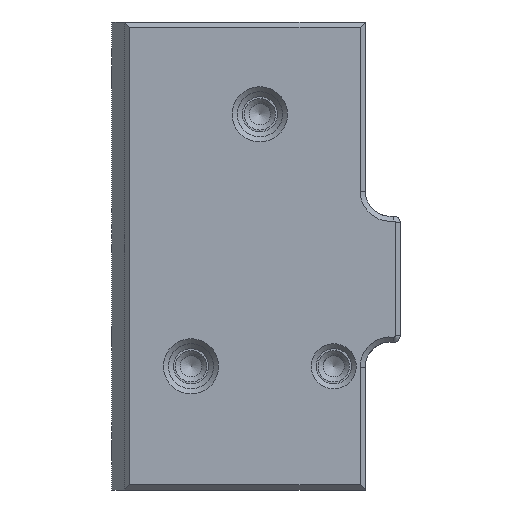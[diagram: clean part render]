
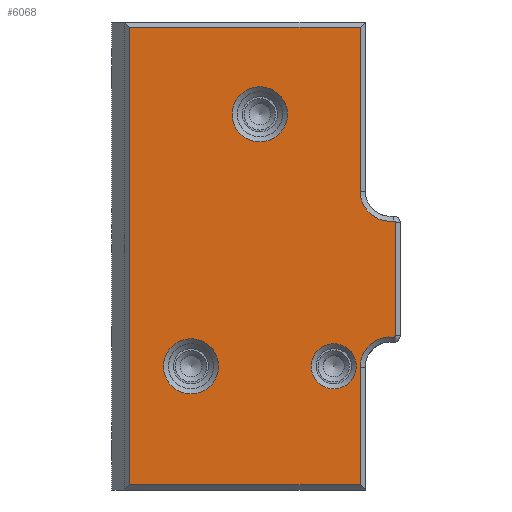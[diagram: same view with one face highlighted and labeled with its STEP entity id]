
A CAD part, front view. The second image highlights one B-rep face of the part: STEP entity #6068.
In plain terms, the highlighted face is planar.
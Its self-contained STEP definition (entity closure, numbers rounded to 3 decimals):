
#742=FACE_BOUND('',#1550,.T.);
#743=FACE_BOUND('',#1551,.T.);
#744=FACE_BOUND('',#1552,.T.);
#1147=FACE_OUTER_BOUND('',#1549,.T.);
#1549=EDGE_LOOP('',(#5469,#5470,#5471,#5472,#5473,#5474,#5475,#5476,#5477,
#5478));
#1550=EDGE_LOOP('',(#5479));
#1551=EDGE_LOOP('',(#5480));
#1552=EDGE_LOOP('',(#5481));
#1746=CIRCLE('',#6503,1.8);
#1759=CIRCLE('',#6523,2.2);
#1760=CIRCLE('',#6525,2.4);
#1761=CIRCLE('',#6526,0.1);
#1762=CIRCLE('',#6527,0.1);
#1763=CIRCLE('',#6528,2.4);
#1764=CIRCLE('',#6529,2.2);
#1982=LINE('',#30205,#2248);
#1983=LINE('',#30211,#2249);
#1984=LINE('',#30217,#2250);
#1985=LINE('',#30219,#2251);
#1986=LINE('',#30221,#2252);
#1987=LINE('',#30222,#2253);
#2248=VECTOR('',#7485,10.);
#2249=VECTOR('',#7490,10.);
#2250=VECTOR('',#7495,10.);
#2251=VECTOR('',#7496,10.);
#2252=VECTOR('',#7497,10.);
#2253=VECTOR('',#7498,10.);
#2811=VERTEX_POINT('',#30161);
#2824=VERTEX_POINT('',#30199);
#2825=VERTEX_POINT('',#30203);
#2826=VERTEX_POINT('',#30204);
#2827=VERTEX_POINT('',#30206);
#2828=VERTEX_POINT('',#30208);
#2829=VERTEX_POINT('',#30210);
#2830=VERTEX_POINT('',#30212);
#2831=VERTEX_POINT('',#30214);
#2832=VERTEX_POINT('',#30216);
#2833=VERTEX_POINT('',#30218);
#2834=VERTEX_POINT('',#30220);
#2835=VERTEX_POINT('',#30223);
#3694=EDGE_CURVE('',#2811,#2811,#1746,.T.);
#3712=EDGE_CURVE('',#2824,#2824,#1759,.T.);
#3714=EDGE_CURVE('',#2825,#2826,#1982,.T.);
#3715=EDGE_CURVE('',#2827,#2825,#1760,.T.);
#3716=EDGE_CURVE('',#2828,#2827,#1761,.T.);
#3717=EDGE_CURVE('',#2829,#2828,#1983,.T.);
#3718=EDGE_CURVE('',#2830,#2829,#1762,.T.);
#3719=EDGE_CURVE('',#2831,#2830,#1763,.T.);
#3720=EDGE_CURVE('',#2832,#2831,#1984,.T.);
#3721=EDGE_CURVE('',#2833,#2832,#1985,.T.);
#3722=EDGE_CURVE('',#2834,#2833,#1986,.T.);
#3723=EDGE_CURVE('',#2826,#2834,#1987,.T.);
#3724=EDGE_CURVE('',#2835,#2835,#1764,.T.);
#5469=ORIENTED_EDGE('',*,*,#3714,.F.);
#5470=ORIENTED_EDGE('',*,*,#3715,.F.);
#5471=ORIENTED_EDGE('',*,*,#3716,.F.);
#5472=ORIENTED_EDGE('',*,*,#3717,.F.);
#5473=ORIENTED_EDGE('',*,*,#3718,.F.);
#5474=ORIENTED_EDGE('',*,*,#3719,.F.);
#5475=ORIENTED_EDGE('',*,*,#3720,.F.);
#5476=ORIENTED_EDGE('',*,*,#3721,.F.);
#5477=ORIENTED_EDGE('',*,*,#3722,.F.);
#5478=ORIENTED_EDGE('',*,*,#3723,.F.);
#5479=ORIENTED_EDGE('',*,*,#3724,.F.);
#5480=ORIENTED_EDGE('',*,*,#3694,.T.);
#5481=ORIENTED_EDGE('',*,*,#3712,.F.);
#5708=PLANE('',#6524);
#6068=ADVANCED_FACE('',(#1147,#742,#743,#744),#5708,.T.);
#6503=AXIS2_PLACEMENT_3D('',#30162,#7435,#7436);
#6523=AXIS2_PLACEMENT_3D('',#30200,#7480,#7481);
#6524=AXIS2_PLACEMENT_3D('',#30202,#7483,#7484);
#6525=AXIS2_PLACEMENT_3D('',#30207,#7486,#7487);
#6526=AXIS2_PLACEMENT_3D('',#30209,#7488,#7489);
#6527=AXIS2_PLACEMENT_3D('',#30213,#7491,#7492);
#6528=AXIS2_PLACEMENT_3D('',#30215,#7493,#7494);
#6529=AXIS2_PLACEMENT_3D('',#30224,#7499,#7500);
#7435=DIRECTION('center_axis',(0.,0.,-1.));
#7436=DIRECTION('ref_axis',(1.,0.,0.));
#7480=DIRECTION('center_axis',(0.,0.,1.));
#7481=DIRECTION('ref_axis',(-1.,0.,0.));
#7483=DIRECTION('center_axis',(0.,0.,1.));
#7484=DIRECTION('ref_axis',(1.,0.,0.));
#7485=DIRECTION('',(0.,-1.,0.));
#7486=DIRECTION('center_axis',(0.,0.,1.));
#7487=DIRECTION('ref_axis',(-0.012,1.,0.));
#7488=DIRECTION('center_axis',(0.,0.,-1.));
#7489=DIRECTION('ref_axis',(0.666,-0.746,0.));
#7490=DIRECTION('',(0.,-1.,0.));
#7491=DIRECTION('center_axis',(0.,0.,-1.));
#7492=DIRECTION('ref_axis',(0.666,0.746,0.));
#7493=DIRECTION('center_axis',(0.,0.,1.));
#7494=DIRECTION('ref_axis',(-1.,0.,0.));
#7495=DIRECTION('',(0.,-1.,0.));
#7496=DIRECTION('',(1.,0.,0.));
#7497=DIRECTION('',(0.,1.,0.));
#7498=DIRECTION('',(-1.,0.,0.));
#7499=DIRECTION('center_axis',(0.,0.,1.));
#7500=DIRECTION('ref_axis',(-1.,0.,0.));
#30161=CARTESIAN_POINT('',(3.688,-9.935,3.));
#30162=CARTESIAN_POINT('Origin',(5.488,-9.935,3.));
#30199=CARTESIAN_POINT('',(-3.688,-9.935,3.));
#30200=CARTESIAN_POINT('Origin',(-5.888,-9.935,3.));
#30202=CARTESIAN_POINT('Origin',(-0.612,-1.143,3.));
#30203=CARTESIAN_POINT('',(7.6,-9.995,3.));
#30204=CARTESIAN_POINT('',(7.6,-19.395,3.));
#30205=CARTESIAN_POINT('',(7.6,-10.469,3.));
#30206=CARTESIAN_POINT('',(10.274,-7.61,3.));
#30207=CARTESIAN_POINT('Origin',(10.,-9.995,3.));
#30208=CARTESIAN_POINT('',(10.385,-7.511,3.));
#30209=CARTESIAN_POINT('Origin',(10.285,-7.511,3.));
#30210=CARTESIAN_POINT('',(10.385,1.541,3.));
#30211=CARTESIAN_POINT('',(10.385,-4.569,3.));
#30212=CARTESIAN_POINT('',(10.274,1.64,3.));
#30213=CARTESIAN_POINT('Origin',(10.285,1.541,3.));
#30214=CARTESIAN_POINT('',(7.6,4.025,3.));
#30215=CARTESIAN_POINT('Origin',(10.,4.025,3.));
#30216=CARTESIAN_POINT('',(7.6,17.11,3.));
#30217=CARTESIAN_POINT('',(7.6,1.441,3.));
#30218=CARTESIAN_POINT('',(-10.8,17.11,3.));
#30219=CARTESIAN_POINT('',(3.694,17.11,3.));
#30220=CARTESIAN_POINT('',(-10.8,-19.395,3.));
#30221=CARTESIAN_POINT('',(-10.8,8.184,3.));
#30222=CARTESIAN_POINT('',(-5.906,-19.395,3.));
#30223=CARTESIAN_POINT('',(1.8,10.15,3.));
#30224=CARTESIAN_POINT('Origin',(-0.4,10.15,3.));
